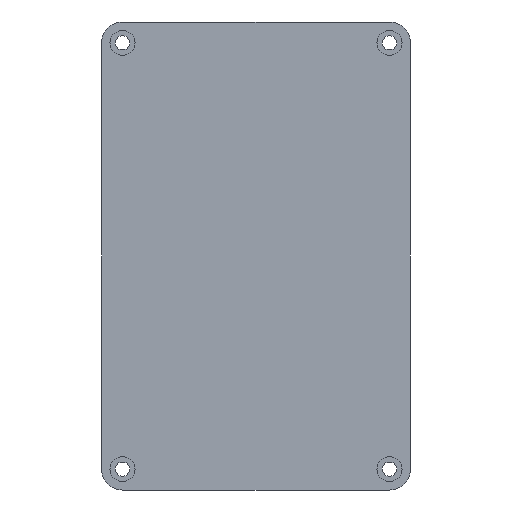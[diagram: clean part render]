
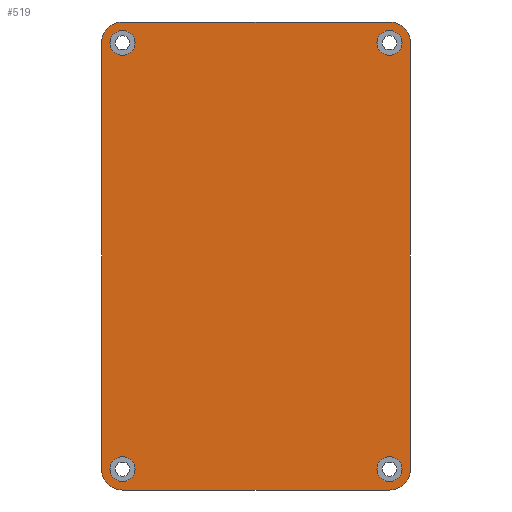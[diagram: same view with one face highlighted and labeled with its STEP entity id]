
A CAD part, front view. The second image highlights one B-rep face of the part: STEP entity #519.
In plain terms, the highlighted planar face has unit normal (0, -1, 0).
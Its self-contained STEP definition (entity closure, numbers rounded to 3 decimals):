
#19=FACE_BOUND('',#82,.T.);
#20=FACE_BOUND('',#83,.T.);
#21=FACE_BOUND('',#84,.T.);
#22=FACE_BOUND('',#85,.T.);
#32=PLANE('',#566);
#51=FACE_OUTER_BOUND('',#81,.T.);
#81=EDGE_LOOP('',(#369,#370,#371,#372,#373,#374,#375,#376));
#82=EDGE_LOOP('',(#377));
#83=EDGE_LOOP('',(#378));
#84=EDGE_LOOP('',(#379));
#85=EDGE_LOOP('',(#380));
#123=LINE('',#792,#171);
#126=LINE('',#798,#174);
#127=LINE('',#802,#175);
#128=LINE('',#806,#176);
#171=VECTOR('',#631,10.);
#174=VECTOR('',#636,10.);
#175=VECTOR('',#639,10.);
#176=VECTOR('',#642,10.);
#218=CIRCLE('',#564,5.);
#219=CIRCLE('',#567,5.);
#220=CIRCLE('',#568,5.);
#221=CIRCLE('',#569,5.);
#222=CIRCLE('',#570,3.);
#223=CIRCLE('',#571,3.);
#224=CIRCLE('',#572,3.);
#225=CIRCLE('',#573,3.);
#243=VERTEX_POINT('',#785);
#244=VERTEX_POINT('',#787);
#245=VERTEX_POINT('',#791);
#247=VERTEX_POINT('',#797);
#248=VERTEX_POINT('',#799);
#249=VERTEX_POINT('',#801);
#250=VERTEX_POINT('',#803);
#251=VERTEX_POINT('',#805);
#252=VERTEX_POINT('',#808);
#253=VERTEX_POINT('',#810);
#254=VERTEX_POINT('',#812);
#255=VERTEX_POINT('',#814);
#291=EDGE_CURVE('',#243,#244,#218,.T.);
#293=EDGE_CURVE('',#244,#245,#123,.T.);
#296=EDGE_CURVE('',#247,#243,#126,.T.);
#297=EDGE_CURVE('',#248,#247,#219,.T.);
#298=EDGE_CURVE('',#249,#248,#127,.T.);
#299=EDGE_CURVE('',#250,#249,#220,.T.);
#300=EDGE_CURVE('',#251,#250,#128,.T.);
#301=EDGE_CURVE('',#245,#251,#221,.T.);
#302=EDGE_CURVE('',#252,#252,#222,.T.);
#303=EDGE_CURVE('',#253,#253,#223,.T.);
#304=EDGE_CURVE('',#254,#254,#224,.T.);
#305=EDGE_CURVE('',#255,#255,#225,.T.);
#369=ORIENTED_EDGE('',*,*,#291,.F.);
#370=ORIENTED_EDGE('',*,*,#296,.F.);
#371=ORIENTED_EDGE('',*,*,#297,.F.);
#372=ORIENTED_EDGE('',*,*,#298,.F.);
#373=ORIENTED_EDGE('',*,*,#299,.F.);
#374=ORIENTED_EDGE('',*,*,#300,.F.);
#375=ORIENTED_EDGE('',*,*,#301,.F.);
#376=ORIENTED_EDGE('',*,*,#293,.F.);
#377=ORIENTED_EDGE('',*,*,#302,.F.);
#378=ORIENTED_EDGE('',*,*,#303,.F.);
#379=ORIENTED_EDGE('',*,*,#304,.F.);
#380=ORIENTED_EDGE('',*,*,#305,.F.);
#519=ADVANCED_FACE('',(#51,#19,#20,#21,#22),#32,.F.);
#564=AXIS2_PLACEMENT_3D('',#788,#626,#627);
#566=AXIS2_PLACEMENT_3D('',#796,#634,#635);
#567=AXIS2_PLACEMENT_3D('',#800,#637,#638);
#568=AXIS2_PLACEMENT_3D('',#804,#640,#641);
#569=AXIS2_PLACEMENT_3D('',#807,#643,#644);
#570=AXIS2_PLACEMENT_3D('',#809,#645,#646);
#571=AXIS2_PLACEMENT_3D('',#811,#647,#648);
#572=AXIS2_PLACEMENT_3D('',#813,#649,#650);
#573=AXIS2_PLACEMENT_3D('',#815,#651,#652);
#626=DIRECTION('center_axis',(0.,1.,0.));
#627=DIRECTION('ref_axis',(-0.707,0.,-0.707));
#631=DIRECTION('',(0.,0.,1.));
#634=DIRECTION('center_axis',(0.,1.,0.));
#635=DIRECTION('ref_axis',(1.,0.,0.));
#636=DIRECTION('',(-1.,0.,0.));
#637=DIRECTION('center_axis',(0.,1.,0.));
#638=DIRECTION('ref_axis',(0.707,0.,-0.707));
#639=DIRECTION('',(0.,0.,-1.));
#640=DIRECTION('center_axis',(0.,1.,0.));
#641=DIRECTION('ref_axis',(0.707,0.,0.707));
#642=DIRECTION('',(1.,0.,0.));
#643=DIRECTION('center_axis',(0.,1.,0.));
#644=DIRECTION('ref_axis',(-0.707,0.,0.707));
#645=DIRECTION('center_axis',(0.,-1.,0.));
#646=DIRECTION('ref_axis',(1.,0.,0.));
#647=DIRECTION('center_axis',(0.,-1.,0.));
#648=DIRECTION('ref_axis',(1.,0.,0.));
#649=DIRECTION('center_axis',(0.,-1.,0.));
#650=DIRECTION('ref_axis',(1.,0.,0.));
#651=DIRECTION('center_axis',(0.,-1.,0.));
#652=DIRECTION('ref_axis',(1.,0.,0.));
#785=CARTESIAN_POINT('',(-28.4,0.,77.47));
#787=CARTESIAN_POINT('',(-33.4,0.,82.47));
#788=CARTESIAN_POINT('Origin',(-28.4,0.,82.47));
#791=CARTESIAN_POINT('',(-33.4,0.,184.5));
#792=CARTESIAN_POINT('',(-33.4,0.,77.47));
#796=CARTESIAN_POINT('Origin',(3.55,0.,133.485));
#797=CARTESIAN_POINT('',(35.5,0.,77.47));
#798=CARTESIAN_POINT('',(40.5,0.,77.47));
#799=CARTESIAN_POINT('',(40.5,0.,82.47));
#800=CARTESIAN_POINT('Origin',(35.5,0.,82.47));
#801=CARTESIAN_POINT('',(40.5,0.,184.5));
#802=CARTESIAN_POINT('',(40.5,0.,189.5));
#803=CARTESIAN_POINT('',(35.5,0.,189.5));
#804=CARTESIAN_POINT('Origin',(35.5,0.,184.5));
#805=CARTESIAN_POINT('',(-28.4,0.,189.5));
#806=CARTESIAN_POINT('',(-33.4,0.,189.5));
#807=CARTESIAN_POINT('Origin',(-28.4,0.,184.5));
#808=CARTESIAN_POINT('',(32.5,0.,184.5));
#809=CARTESIAN_POINT('Origin',(35.5,0.,184.5));
#810=CARTESIAN_POINT('',(32.5,0.,82.47));
#811=CARTESIAN_POINT('Origin',(35.5,0.,82.47));
#812=CARTESIAN_POINT('',(-31.4,0.,184.5));
#813=CARTESIAN_POINT('Origin',(-28.4,0.,184.5));
#814=CARTESIAN_POINT('',(-31.4,0.,82.47));
#815=CARTESIAN_POINT('Origin',(-28.4,0.,82.47));
